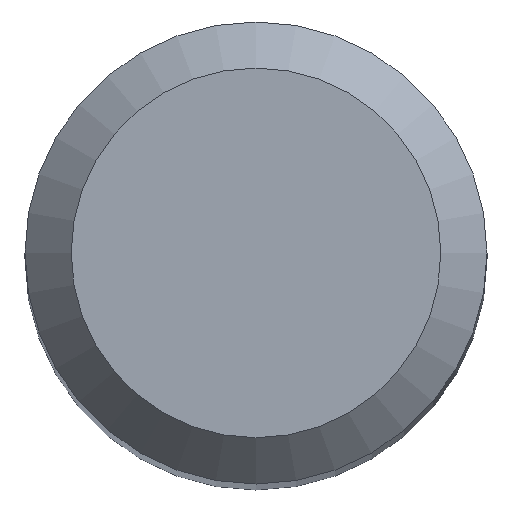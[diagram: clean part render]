
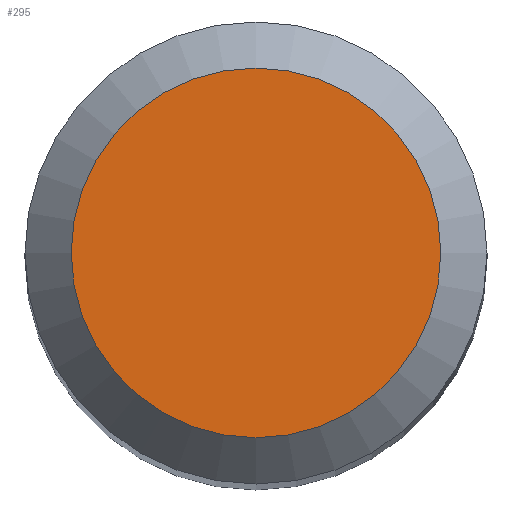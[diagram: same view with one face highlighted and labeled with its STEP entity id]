
A CAD part, top view. The second image highlights one B-rep face of the part: STEP entity #295.
In plain terms, the highlighted planar face has unit normal (0, 0, 1).
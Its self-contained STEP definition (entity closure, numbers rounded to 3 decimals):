
#12 = AXIS2_PLACEMENT_3D ( 'NONE', #51, #187, #74 ) ;
#25 = CARTESIAN_POINT ( 'NONE',  ( 0., 1.2, 38. ) ) ;
#51 = CARTESIAN_POINT ( 'NONE',  ( 0., 0., 38. ) ) ;
#68 = DIRECTION ( 'NONE',  ( 0., 0., -1. ) ) ;
#74 = DIRECTION ( 'NONE',  ( 0., 1., 0. ) ) ;
#75 = EDGE_CURVE ( 'NONE', #181, #181, #193, .T. ) ;
#93 = PLANE ( 'NONE',  #177 ) ;
#111 = EDGE_LOOP ( 'NONE', ( #195 ) ) ;
#119 = DIRECTION ( 'NONE',  ( 0., 1., 0. ) ) ;
#160 = FACE_OUTER_BOUND ( 'NONE', #111, .T. ) ;
#177 = AXIS2_PLACEMENT_3D ( 'NONE', #183, #68, #119 ) ;
#181 = VERTEX_POINT ( 'NONE', #25 ) ;
#183 = CARTESIAN_POINT ( 'NONE',  ( 0., 0., 38. ) ) ;
#187 = DIRECTION ( 'NONE',  ( 0., 0., -1. ) ) ;
#193 = CIRCLE ( 'NONE', #12, 1.2 ) ;
#195 = ORIENTED_EDGE ( 'NONE', *, *, #75, .F. ) ;
#295 = ADVANCED_FACE ( 'NONE', ( #160 ), #93, .F. ) ;
